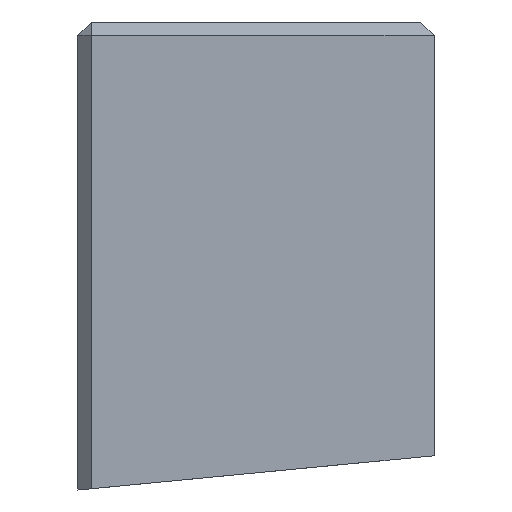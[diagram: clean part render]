
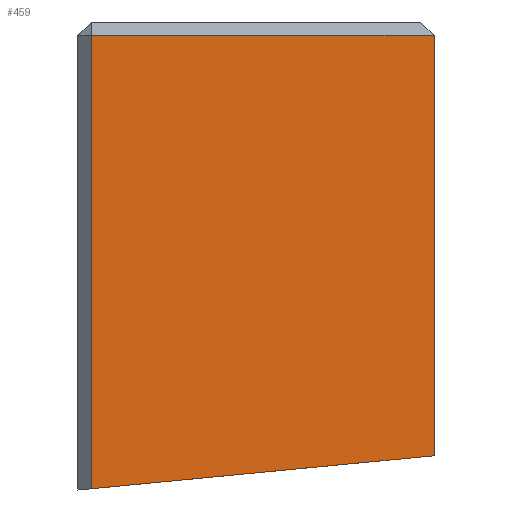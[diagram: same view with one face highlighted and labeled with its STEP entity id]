
A CAD part, left-side view. The second image highlights one B-rep face of the part: STEP entity #459.
In plain terms, the highlighted planar face has unit normal (-1, 0, 0).
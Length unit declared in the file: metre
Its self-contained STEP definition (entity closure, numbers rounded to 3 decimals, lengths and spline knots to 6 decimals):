
#64=ORIENTED_EDGE('',*,*,#180,.T.);
#65=ORIENTED_EDGE('',*,*,#181,.T.);
#66=ORIENTED_EDGE('',*,*,#182,.F.);
#67=ORIENTED_EDGE('',*,*,#144,.T.);
#144=EDGE_CURVE('',#208,#207,#248,.T.);
#180=EDGE_CURVE('',#207,#233,#284,.T.);
#181=EDGE_CURVE('',#233,#234,#285,.T.);
#182=EDGE_CURVE('',#208,#234,#286,.T.);
#207=VERTEX_POINT('',#646);
#208=VERTEX_POINT('',#648);
#233=VERTEX_POINT('',#718);
#234=VERTEX_POINT('',#720);
#248=LINE('',#647,#311);
#284=LINE('',#717,#347);
#285=LINE('',#719,#348);
#286=LINE('',#721,#349);
#311=VECTOR('',#525,1.);
#347=VECTOR('',#579,1.);
#348=VECTOR('',#580,1.);
#349=VECTOR('',#581,1.);
#378=EDGE_LOOP('',(#64,#65,#66,#67));
#406=FACE_BOUND('',#378,.T.);
#433=PLANE('',#498);
#459=ADVANCED_FACE('',(#406),#433,.F.);
#498=AXIS2_PLACEMENT_3D('',#716,#577,#578);
#525=DIRECTION('',(0.,0.,1.));
#577=DIRECTION('',(1.,0.,0.));
#578=DIRECTION('',(0.,0.,-1.));
#579=DIRECTION('',(0.,1.,0.));
#580=DIRECTION('',(0.,0.,-1.));
#581=DIRECTION('',(0.,0.995,-0.096));
#646=CARTESIAN_POINT('',(-0.05525,0.028533,0.0073));
#647=CARTESIAN_POINT('',(-0.05525,0.028533,0.002098));
#648=CARTESIAN_POINT('',(-0.05525,0.028533,-0.024227));
#716=CARTESIAN_POINT('',(-0.05525,0.041891,0.002098));
#717=CARTESIAN_POINT('',(-0.05525,0.05525,0.0073));
#718=CARTESIAN_POINT('',(-0.05525,0.05425,0.0073));
#719=CARTESIAN_POINT('',(-0.05525,0.05425,-0.026796));
#720=CARTESIAN_POINT('',(-0.05525,0.05425,-0.0267));
#721=CARTESIAN_POINT('',(-0.05525,0.041891,-0.025512));
